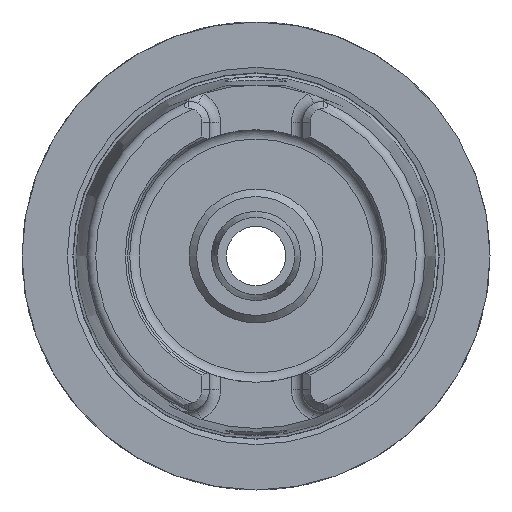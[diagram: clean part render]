
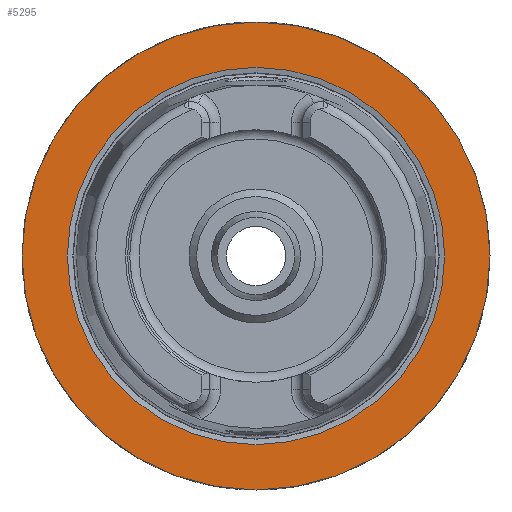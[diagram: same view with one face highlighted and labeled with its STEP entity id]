
A CAD part, left-side view. The second image highlights one B-rep face of the part: STEP entity #5295.
In plain terms, the highlighted planar face has unit normal (-1, 0, 0).
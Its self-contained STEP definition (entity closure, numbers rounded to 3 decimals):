
#4486=CARTESIAN_POINT('',(0.0,31.5,0.0));
#4487=VERTEX_POINT('',#4486);
#4488=CARTESIAN_POINT('',(0.0,0.0,0.0));
#4489=DIRECTION('',(1.0,0.0,0.0));
#4490=DIRECTION('',(0.0,1.0,0.0));
#4491=AXIS2_PLACEMENT_3D('',#4488,#4489,#4490);
#4492=CIRCLE('',#4491,31.5);
#4493=EDGE_CURVE('',#4487,#4487,#4492,.T.);
#5269=CARTESIAN_POINT('',(0.0,25.4,0.0));
#5270=VERTEX_POINT('',#5269);
#5271=CARTESIAN_POINT('',(0.0,0.0,0.0));
#5272=DIRECTION('',(1.0,0.0,0.0));
#5273=DIRECTION('',(0.0,1.0,0.0));
#5274=AXIS2_PLACEMENT_3D('',#5271,#5272,#5273);
#5275=CIRCLE('',#5274,25.4);
#5276=EDGE_CURVE('',#5270,#5270,#5275,.T.);
#5284=CARTESIAN_POINT('',(0.0,28.45,0.0));
#5285=DIRECTION('',(-1.0,0.0,0.0));
#5286=DIRECTION('',(0.0,0.0,1.0));
#5287=AXIS2_PLACEMENT_3D('',#5284,#5285,#5286);
#5288=PLANE('',#5287);
#5289=ORIENTED_EDGE('',*,*,#4493,.F.);
#5290=EDGE_LOOP('',(#5289));
#5291=FACE_OUTER_BOUND('',#5290,.T.);
#5292=ORIENTED_EDGE('',*,*,#5276,.T.);
#5293=EDGE_LOOP('',(#5292));
#5294=FACE_BOUND('',#5293,.T.);
#5295=ADVANCED_FACE('',(#5291,#5294),#5288,.T.);
